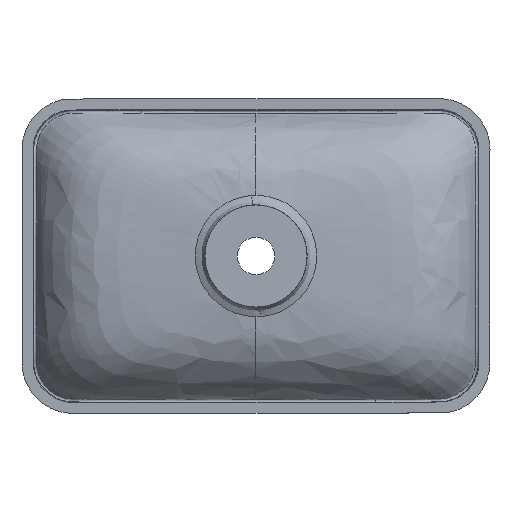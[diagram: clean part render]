
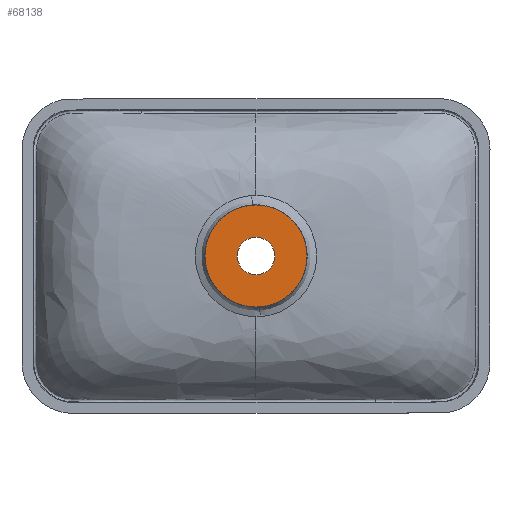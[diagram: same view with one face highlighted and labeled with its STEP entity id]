
A CAD part, front view. The second image highlights one B-rep face of the part: STEP entity #68138.
In plain terms, the highlighted planar face has unit normal (0, -1, 0).
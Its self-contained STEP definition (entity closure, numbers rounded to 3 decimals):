
#341 = DIRECTION ( 'NONE',  ( -1., 0., 0. ) ) ;
#838 = CARTESIAN_POINT ( 'NONE',  ( 60., -122., 0. ) ) ;
#1198 = PLANE ( 'NONE',  #82785 ) ;
#3460 = VERTEX_POINT ( 'NONE', #5784 ) ;
#3811 = VERTEX_POINT ( 'NONE', #13886 ) ;
#5705 = DIRECTION ( 'NONE',  ( -1., 0., 0. ) ) ;
#5784 = CARTESIAN_POINT ( 'NONE',  ( -22., -122., 0. ) ) ;
#7571 = EDGE_LOOP ( 'NONE', ( #97710, #73038 ) ) ;
#8936 = DIRECTION ( 'NONE',  ( -1., 0., 0. ) ) ;
#10061 = ORIENTED_EDGE ( 'NONE', *, *, #75555, .T. ) ;
#13886 = CARTESIAN_POINT ( 'NONE',  ( 22., -122., 0. ) ) ;
#15179 = EDGE_LOOP ( 'NONE', ( #55833, #10061 ) ) ;
#16471 = EDGE_CURVE ( 'NONE', #3460, #3811, #73248, .T. ) ;
#27019 = CARTESIAN_POINT ( 'NONE',  ( 0., -122., 0. ) ) ;
#32105 = CARTESIAN_POINT ( 'NONE',  ( 22., -122., 0. ) ) ;
#34641 = CARTESIAN_POINT ( 'NONE',  ( -60., -122., 0. ) ) ;
#38846 = CARTESIAN_POINT ( 'NONE',  ( 0., -122., 0. ) ) ;
#39707 = FACE_OUTER_BOUND ( 'NONE', #7571, .T. ) ;
#44211 = CARTESIAN_POINT ( 'NONE',  ( 0., -122., 0. ) ) ;
#47444 = CARTESIAN_POINT ( 'NONE',  ( 0., -122., 0. ) ) ;
#55833 = ORIENTED_EDGE ( 'NONE', *, *, #16471, .T. ) ;
#57911 = DIRECTION ( 'NONE',  ( 0., 1., 0. ) ) ;
#63002 = DIRECTION ( 'NONE',  ( 0., 1., 0. ) ) ;
#68138 = ADVANCED_FACE ( 'NONE', ( #39707, #70602 ), #1198, .F. ) ;
#69745 = DIRECTION ( 'NONE',  ( 0., 1., 0. ) ) ;
#70602 = FACE_BOUND ( 'NONE', #15179, .T. ) ;
#72861 = VERTEX_POINT ( 'NONE', #838 ) ;
#73038 = ORIENTED_EDGE ( 'NONE', *, *, #86141, .F. ) ;
#73248 = CIRCLE ( 'NONE', #73313, 22. ) ;
#73313 = AXIS2_PLACEMENT_3D ( 'NONE', #38846, #69745, #341 ) ;
#75118 = DIRECTION ( 'NONE',  ( 0., 1., 0. ) ) ;
#75555 = EDGE_CURVE ( 'NONE', #3811, #3460, #83011, .T. ) ;
#78355 = DIRECTION ( 'NONE',  ( 0., 1., 0. ) ) ;
#82785 = AXIS2_PLACEMENT_3D ( 'NONE', #32105, #63002, #93964 ) ;
#83011 = CIRCLE ( 'NONE', #83093, 22. ) ;
#83093 = AXIS2_PLACEMENT_3D ( 'NONE', #47444, #78355, #8936 ) ;
#86085 = CIRCLE ( 'NONE', #86153, 60. ) ;
#86141 = EDGE_CURVE ( 'NONE', #72861, #90819, #86085, .T. ) ;
#86153 = AXIS2_PLACEMENT_3D ( 'NONE', #27019, #57911, #88854 ) ;
#86378 = CIRCLE ( 'NONE', #87687, 60. ) ;
#87687 = AXIS2_PLACEMENT_3D ( 'NONE', #44211, #75118, #5705 ) ;
#88854 = DIRECTION ( 'NONE',  ( -1., 0., 0. ) ) ;
#90819 = VERTEX_POINT ( 'NONE', #34641 ) ;
#93593 = EDGE_CURVE ( 'NONE', #90819, #72861, #86378, .T. ) ;
#93964 = DIRECTION ( 'NONE',  ( -1., 0., 0. ) ) ;
#97710 = ORIENTED_EDGE ( 'NONE', *, *, #93593, .F. ) ;
